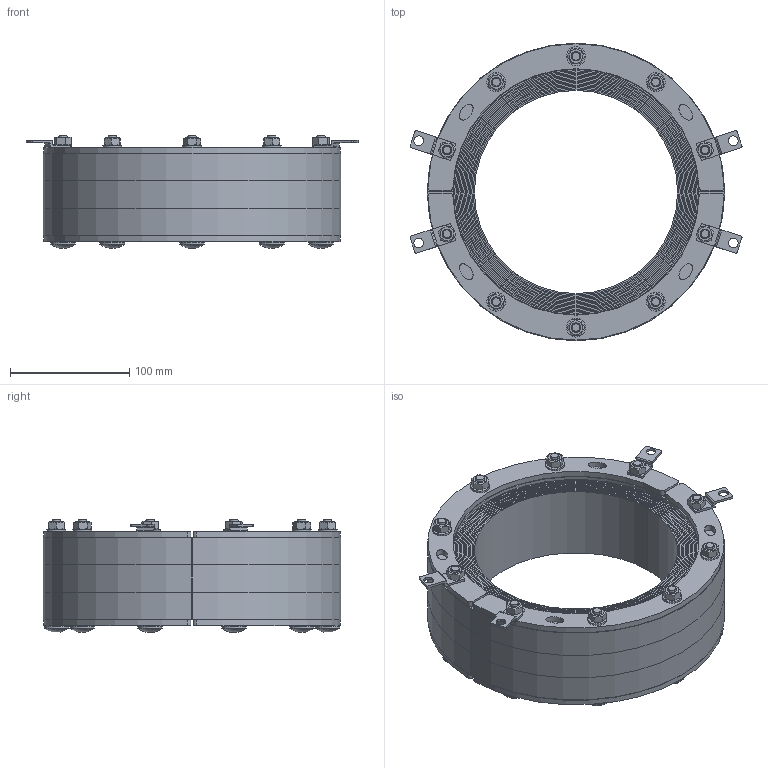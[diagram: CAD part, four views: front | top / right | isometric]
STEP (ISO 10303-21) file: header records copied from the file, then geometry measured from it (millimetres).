
FILE_DESCRIPTION(/* description */ ('RS 250 UG'),/* implementation_level */ '2;1');
FILE_NAME(/* name */ 'RS_250_UG_WOC.stp',/* time_stamp */ '2018-06-26T15:15:47+02:00',/* author */ ('se-tontor'),/* organization */ (''),/* preprocessor_version */ 'ST-DEVELOPER v16.1',/* originating_system */ 'Autodesk Inventor 2016',/* authorisation */ '');
FILE_SCHEMA (('AUTOMOTIVE_DESIGN { 1 0 10303 214 3 1 1 }'));
Length unit declared in the file: millimetre
Products named in the file (14): 100-087040; 100-087041; 100-087041_1; 100-087041_2; 100-086882; 100-087046; 100-087042; 100-051209-01; 100-001221; 100-001228; 100-003448; 100-002310; 100-068068; 100-087047
Assembly tree (37 placements, depth 3):
  100-087047
    100-087040
    100-087046  x2
      100-087041
      100-087041_1
      100-087041_2
      100-086882
    100-087042  x4
    100-051209-01  x4
    100-001221  x4
    100-001228  x4
    100-003448  x4
    100-068068  x6
      100-001221
      100-003448
      100-001228
      100-002310
Bounding box: 278.97 x 250 x 94.77 mm (x, y, z)
Volume: 1922085 mm3; surface area: 1557110.1 mm2
Topology: 82 solids, 82 shells, 910 faces, 2201 edges, 1511 vertices
Faces by surface type: plane 500, cylinder 302, cone 90, sphere 10, bspline 8
Full cylindrical faces by diameter (mm): 6.2 x4, 6.647 x10, 7.5 x30, 8 x10, 8.2 x4, 8.4 x6, 16 x6, 20.65 x10, 20.7 x10
Entity records: 7705 total; most frequent: CARTESIAN_POINT 1403, DIRECTION 1366, ORIENTED_EDGE 1052, EDGE_CURVE 526, AXIS2_PLACEMENT_3D 521, VERTEX_POINT 366, LINE 324, VECTOR 324
